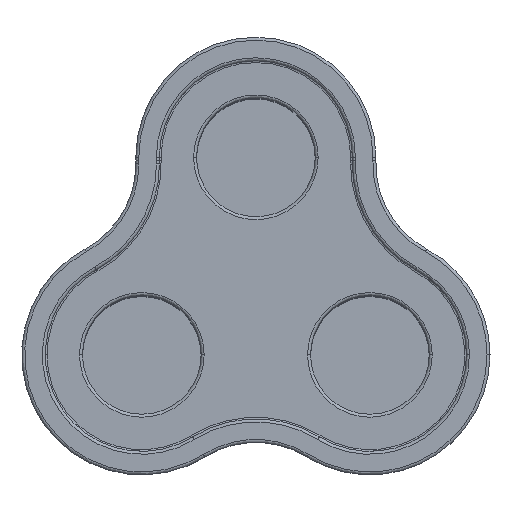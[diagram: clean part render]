
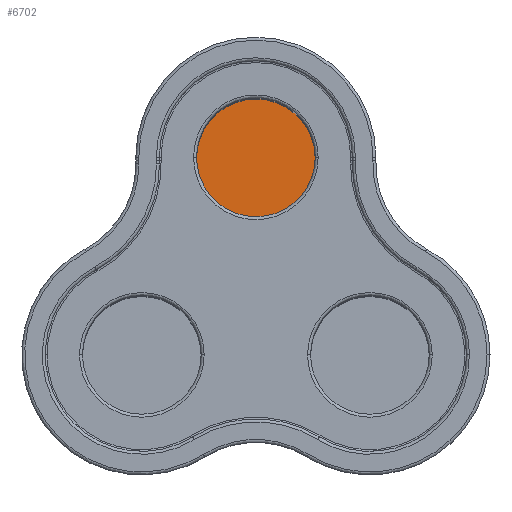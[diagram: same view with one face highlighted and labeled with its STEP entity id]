
A CAD part, top view. The second image highlights one B-rep face of the part: STEP entity #6702.
In plain terms, the highlighted planar face has unit normal (0, 0, 1).
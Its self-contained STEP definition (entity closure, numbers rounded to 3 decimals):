
#339 = CIRCLE ( 'NONE', #6348, 2. ) ;
#882 = PLANE ( 'NONE',  #5191 ) ;
#908 = DIRECTION ( 'NONE',  ( 1., 0., 0. ) ) ;
#1558 = DIRECTION ( 'NONE',  ( 0., 0., 1. ) ) ;
#2144 = CARTESIAN_POINT ( 'NONE',  ( -2., 6.656, -20. ) ) ;
#2157 = EDGE_CURVE ( 'NONE', #2369, #3894, #339, .T. ) ;
#2369 = VERTEX_POINT ( 'NONE', #6565 ) ;
#2401 = CARTESIAN_POINT ( 'NONE',  ( 0., 6.656, -20. ) ) ;
#2557 = CARTESIAN_POINT ( 'NONE',  ( 0., 6.656, -20. ) ) ;
#2811 = EDGE_CURVE ( 'NONE', #3894, #2369, #6730, .T. ) ;
#2969 = DIRECTION ( 'NONE',  ( 1., 0., 0. ) ) ;
#3292 = AXIS2_PLACEMENT_3D ( 'NONE', #2401, #6344, #2969 ) ;
#3570 = ORIENTED_EDGE ( 'NONE', *, *, #2811, .T. ) ;
#3894 = VERTEX_POINT ( 'NONE', #2144 ) ;
#4264 = DIRECTION ( 'NONE',  ( 0., 0., 1. ) ) ;
#4936 = CARTESIAN_POINT ( 'NONE',  ( 0., 6.656, -20. ) ) ;
#5191 = AXIS2_PLACEMENT_3D ( 'NONE', #2557, #4264, #908 ) ;
#5483 = DIRECTION ( 'NONE',  ( 1., 0., 0. ) ) ;
#5712 = FACE_OUTER_BOUND ( 'NONE', #6605, .T. ) ;
#6172 = ORIENTED_EDGE ( 'NONE', *, *, #2157, .T. ) ;
#6344 = DIRECTION ( 'NONE',  ( 0., 0., 1. ) ) ;
#6348 = AXIS2_PLACEMENT_3D ( 'NONE', #4936, #1558, #5483 ) ;
#6565 = CARTESIAN_POINT ( 'NONE',  ( 2., 6.656, -20. ) ) ;
#6605 = EDGE_LOOP ( 'NONE', ( #6172, #3570 ) ) ;
#6702 = ADVANCED_FACE ( 'NONE', ( #5712 ), #882, .T. ) ;
#6730 = CIRCLE ( 'NONE', #3292, 2. ) ;
